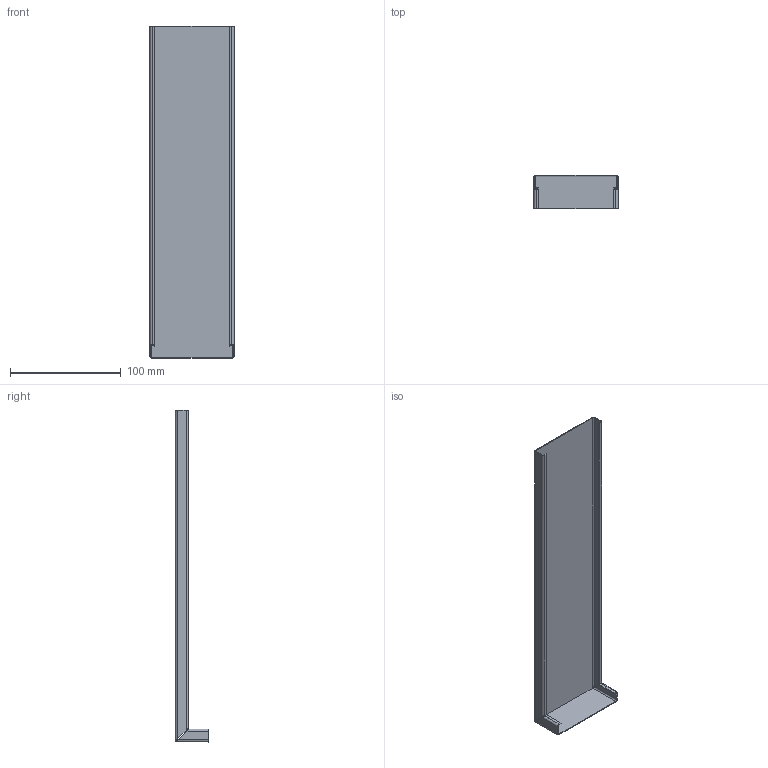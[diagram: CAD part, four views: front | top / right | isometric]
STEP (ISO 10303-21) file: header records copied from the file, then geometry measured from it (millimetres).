
FILE_DESCRIPTION (( 'STEP AP214' ), '1' );
FILE_NAME ('6279870.stp', '2016-05-24T13:44:19', ( '' ), ( '' ), 'SwSTEP 2.0', 'SolidWorks 2014', '' );
FILE_SCHEMA (( 'AUTOMOTIVE_DESIGN' ));
Length unit declared in the file: millimetre
Products named in the file (2): 018607T1_Standard; 6279870
Assembly tree (1 placements, depth 2):
  6279870
    018607T1_Standard
Bounding box: 76.43 x 30 x 300 mm (x, y, z)
Volume: 26778.7 mm3; surface area: 67668.9 mm2
Topology: 1 solids, 1 shells, 50 faces, 140 edges, 92 vertices
Faces by surface type: plane 30, cylinder 20
Entity records: 2175 total; most frequent: CARTESIAN_POINT 352, ORIENTED_EDGE 280, DIRECTION 246, EDGE_CURVE 140, VECTOR 98, LINE 98, VERTEX_POINT 92, AXIS2_PLACEMENT_3D 74
